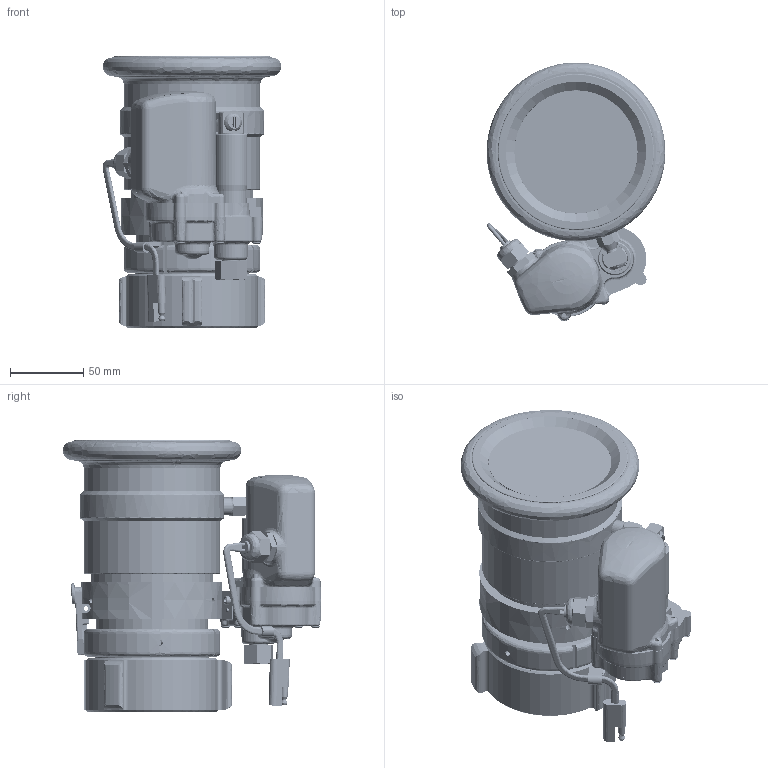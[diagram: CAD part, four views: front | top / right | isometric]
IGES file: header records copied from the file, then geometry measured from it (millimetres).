
Start section: SolidWorks IGES file using analytic representation for surfaces
Global section: file name: 6000-700E.igs; native system: SolidWorks 2012; preprocessor: SolidWorks 2012; author: gwatson; date: 130207.094807; units: inch
Bounding box: 122.21 x 176.93 x 185.83 mm (x, y, z)
Surface area: 351754.6 mm2 (no closed solid volume)
Topology: 0 solids, 0 shells, 2006 faces, 29972 edges, 29905 vertices
Faces by surface type: bspline 1017, revolution 989
